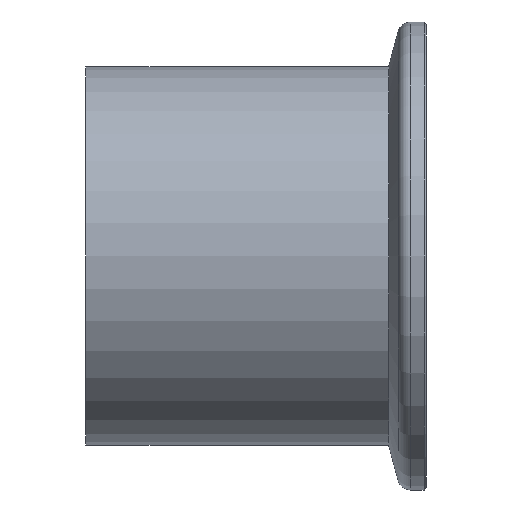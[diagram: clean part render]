
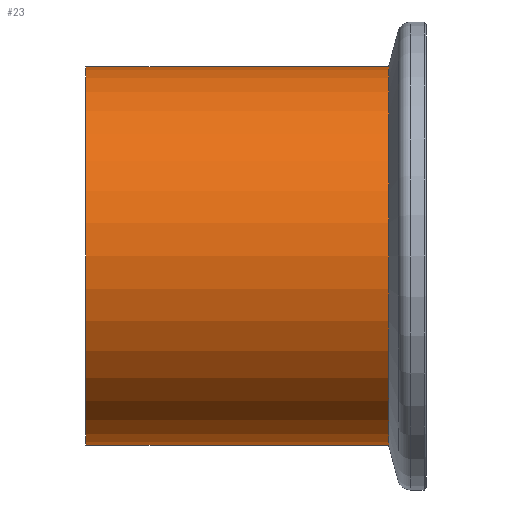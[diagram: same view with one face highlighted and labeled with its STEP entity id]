
A CAD part, left-side view. The second image highlights one B-rep face of the part: STEP entity #23.
In plain terms, the highlighted cylindrical face has radius 22.25 mm (diameter 44.5 mm), a partial arc.
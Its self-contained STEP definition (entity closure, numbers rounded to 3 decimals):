
#17 = AXIS2_PLACEMENT_3D ( 'NONE', #265, #86, #392 ) ;
#23 = ADVANCED_FACE ( 'NONE', ( #61 ), #479, .T. ) ;
#33 = CARTESIAN_POINT ( 'NONE',  ( 0., 4.407, 22.25 ) ) ;
#43 = CARTESIAN_POINT ( 'NONE',  ( 0., 40., 22.25 ) ) ;
#61 = FACE_OUTER_BOUND ( 'NONE', #415, .T. ) ;
#72 = CIRCLE ( 'NONE', #167, 22.25 ) ;
#86 = DIRECTION ( 'NONE',  ( 0., -1., 0. ) ) ;
#93 = VECTOR ( 'NONE', #418, 1000. ) ;
#98 = CIRCLE ( 'NONE', #17, 22.25 ) ;
#167 = AXIS2_PLACEMENT_3D ( 'NONE', #372, #370, #333 ) ;
#197 = LINE ( 'NONE', #287, #441 ) ;
#207 = VERTEX_POINT ( 'NONE', #43 ) ;
#235 = AXIS2_PLACEMENT_3D ( 'NONE', #464, #296, #539 ) ;
#238 = ORIENTED_EDGE ( 'NONE', *, *, #503, .F. ) ;
#257 = VERTEX_POINT ( 'NONE', #335 ) ;
#258 = VERTEX_POINT ( 'NONE', #33 ) ;
#265 = CARTESIAN_POINT ( 'NONE',  ( 0., 4.407, 0. ) ) ;
#284 = CARTESIAN_POINT ( 'NONE',  ( 0., 4.407, -22.25 ) ) ;
#287 = CARTESIAN_POINT ( 'NONE',  ( 0., 40., 22.25 ) ) ;
#291 = EDGE_CURVE ( 'NONE', #257, #207, #72, .T. ) ;
#296 = DIRECTION ( 'NONE',  ( 0., -1., 0. ) ) ;
#297 = DIRECTION ( 'NONE',  ( 0., -1., 0. ) ) ;
#304 = EDGE_CURVE ( 'NONE', #257, #467, #502, .T. ) ;
#311 = EDGE_CURVE ( 'NONE', #207, #258, #197, .T. ) ;
#321 = CARTESIAN_POINT ( 'NONE',  ( 0., 40., -22.25 ) ) ;
#333 = DIRECTION ( 'NONE',  ( 0., 0., 1. ) ) ;
#335 = CARTESIAN_POINT ( 'NONE',  ( 0., 40., -22.25 ) ) ;
#362 = ORIENTED_EDGE ( 'NONE', *, *, #304, .T. ) ;
#370 = DIRECTION ( 'NONE',  ( 0., 1., 0. ) ) ;
#372 = CARTESIAN_POINT ( 'NONE',  ( 0., 40., 0. ) ) ;
#392 = DIRECTION ( 'NONE',  ( 0., 0., -1. ) ) ;
#415 = EDGE_LOOP ( 'NONE', ( #436, #483, #362, #238 ) ) ;
#418 = DIRECTION ( 'NONE',  ( 0., -1., 0. ) ) ;
#436 = ORIENTED_EDGE ( 'NONE', *, *, #311, .F. ) ;
#441 = VECTOR ( 'NONE', #297, 1000. ) ;
#464 = CARTESIAN_POINT ( 'NONE',  ( 0., 40., 0. ) ) ;
#467 = VERTEX_POINT ( 'NONE', #284 ) ;
#479 = CYLINDRICAL_SURFACE ( 'NONE', #235, 22.25 ) ;
#483 = ORIENTED_EDGE ( 'NONE', *, *, #291, .F. ) ;
#502 = LINE ( 'NONE', #321, #93 ) ;
#503 = EDGE_CURVE ( 'NONE', #258, #467, #98, .T. ) ;
#539 = DIRECTION ( 'NONE',  ( 0., 0., -1. ) ) ;
